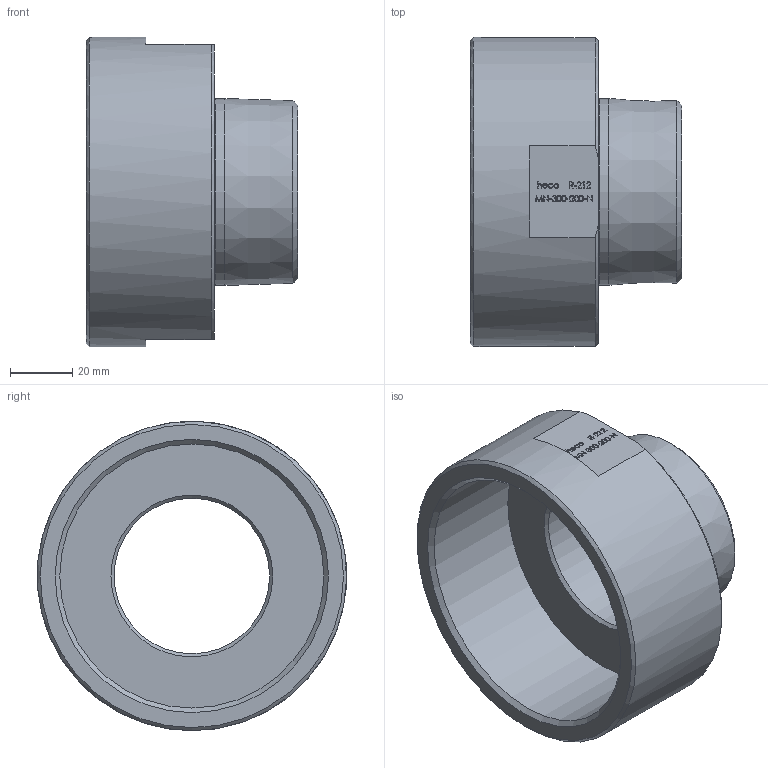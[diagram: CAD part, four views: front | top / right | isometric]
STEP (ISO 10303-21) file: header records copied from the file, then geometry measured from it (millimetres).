
FILE_DESCRIPTION (( 'STEP AP214' ), '1' );
FILE_NAME ('MN-300-200-N R-212 Muffennippel 2011.STEP', '2020-11-13T10:30:32', ( '' ), ( '' ), 'SwSTEP 2.0', 'SolidWorks 2019', '' );
FILE_SCHEMA (( 'AUTOMOTIVE_DESIGN' ));
Length unit declared in the file: millimetre
Products named in the file (1): MN-300-200-N R-212 Muffennippel 2011
Bounding box: 68 x 99.38 x 99.5 mm (x, y, z)
Volume: 128535 mm3; surface area: 42940 mm2
Topology: 1 solids, 1 shells, 257 faces, 669 edges, 444 vertices
Faces by surface type: plane 136, bspline 108, cone 8, cylinder 4, torus 1
Full cylindrical faces by diameter (mm): 50 x1, 60.083 x1, 84.926 x1, 99.5 x1
Entity records: 16883 total; most frequent: CARTESIAN_POINT 8804, ORIENTED_EDGE 1312, DIRECTION 756, EDGE_CURVE 656, VERTEX_POINT 442, LINE 416, VECTOR 416, EDGE_LOOP 300
